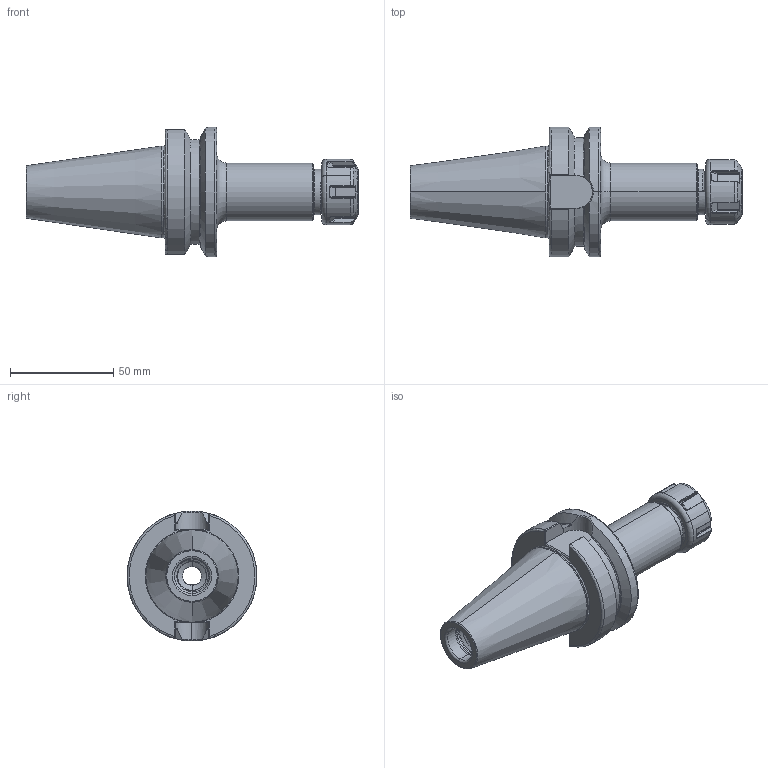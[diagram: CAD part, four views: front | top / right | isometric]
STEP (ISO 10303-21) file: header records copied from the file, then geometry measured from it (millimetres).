
FILE_DESCRIPTION (( 'STEP AP203' ), '1' );
FILE_NAME ('405.02.10.1.STEP', '2016-11-25T10:32:06', ( '' ), ( '' ), 'SwSTEP 2.0', 'SolidWorks 2012', '' );
FILE_SCHEMA (( 'CONFIG_CONTROL_DESIGN' ));
Length unit declared in the file: millimetre
Products named in the file (3): 2-01.100.0160180C7_ER16螺帽(六溝); 405.02.10.1
Assembly tree (2 placements, depth 2):
  405.02.10.1
    405.02.10.1
    2-01.100.0160180C7_ER16螺帽(六溝)
Bounding box: 160.98 x 63 x 63 mm (x, y, z)
Volume: 154297.6 mm3; surface area: 36321.3 mm2
Topology: 2 solids, 2 shells, 383 faces, 967 edges, 591 vertices
Faces by surface type: cylinder 150, bspline 78, plane 75, torus 54, cone 26
Entity records: 25133 total; most frequent: CARTESIAN_POINT 17014, ORIENTED_EDGE 1934, DIRECTION 1260, EDGE_CURVE 967, VERTEX_POINT 591, AXIS2_PLACEMENT_3D 489, EDGE_LOOP 390, FACE_OUTER_BOUND 383
